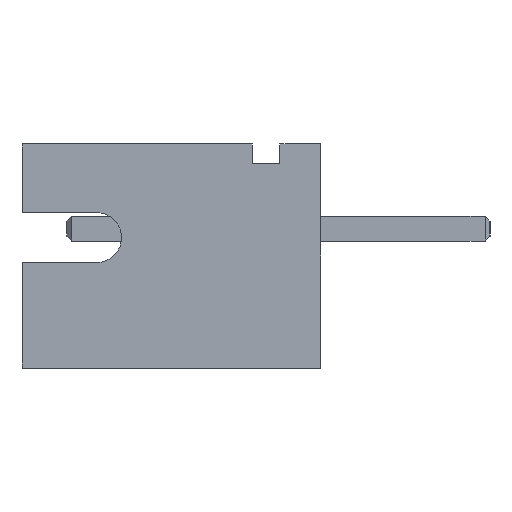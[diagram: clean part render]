
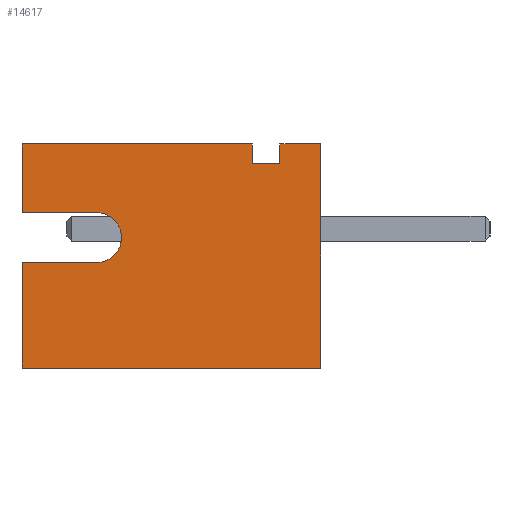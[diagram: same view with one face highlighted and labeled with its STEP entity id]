
A CAD part, left-side view. The second image highlights one B-rep face of the part: STEP entity #14617.
In plain terms, the highlighted planar face has unit normal (-1, 0, 0).
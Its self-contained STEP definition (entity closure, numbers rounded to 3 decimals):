
#38 = DIRECTION ( 'NONE',  ( -1., 0., 0. ) ) ;
#193 = DIRECTION ( 'NONE',  ( 0., -1., 0. ) ) ;
#336 = VERTEX_POINT ( 'NONE', #3200 ) ;
#446 = CARTESIAN_POINT ( 'NONE',  ( -1.95, 6., -0.68 ) ) ;
#553 = ORIENTED_EDGE ( 'NONE', *, *, #14296, .F. ) ;
#571 = CARTESIAN_POINT ( 'NONE',  ( -1.95, 6., 1.7 ) ) ;
#646 = AXIS2_PLACEMENT_3D ( 'NONE', #2594, #38, #11180 ) ;
#674 = VECTOR ( 'NONE', #15757, 1000. ) ;
#693 = DIRECTION ( 'NONE',  ( 1., 0., 0. ) ) ;
#1174 = VECTOR ( 'NONE', #11713, 1000. ) ;
#1329 = LINE ( 'NONE', #3710, #4378 ) ;
#1589 = LINE ( 'NONE', #6649, #10799 ) ;
#1727 = DIRECTION ( 'NONE',  ( 0., -1., 0. ) ) ;
#1988 = DIRECTION ( 'NONE',  ( 0., 0., -1. ) ) ;
#1990 = EDGE_CURVE ( 'NONE', #14159, #7426, #4309, .T. ) ;
#2594 = CARTESIAN_POINT ( 'NONE',  ( -1.95, 4.5, -0.18 ) ) ;
#2662 = LINE ( 'NONE', #15146, #4598 ) ;
#2706 = VECTOR ( 'NONE', #193, 1000. ) ;
#2715 = EDGE_CURVE ( 'NONE', #10056, #8134, #11174, .T. ) ;
#2718 = VECTOR ( 'NONE', #5306, 1000. ) ;
#2897 = EDGE_CURVE ( 'NONE', #7304, #15163, #1589, .T. ) ;
#3072 = FACE_OUTER_BOUND ( 'NONE', #8261, .T. ) ;
#3200 = CARTESIAN_POINT ( 'NONE',  ( -1.95, 0., -2.8 ) ) ;
#3287 = ORIENTED_EDGE ( 'NONE', *, *, #15300, .F. ) ;
#3710 = CARTESIAN_POINT ( 'NONE',  ( -1.95, 6., -2.8 ) ) ;
#3716 = DIRECTION ( 'NONE',  ( 0., -1., 0. ) ) ;
#4119 = VERTEX_POINT ( 'NONE', #4544 ) ;
#4176 = LINE ( 'NONE', #7924, #2718 ) ;
#4309 = LINE ( 'NONE', #9039, #15433 ) ;
#4378 = VECTOR ( 'NONE', #13681, 1000. ) ;
#4544 = CARTESIAN_POINT ( 'NONE',  ( -1.95, 6., 0.32 ) ) ;
#4598 = VECTOR ( 'NONE', #3716, 1000. ) ;
#5306 = DIRECTION ( 'NONE',  ( 0., 0., 1. ) ) ;
#5567 = VERTEX_POINT ( 'NONE', #10628 ) ;
#5686 = CARTESIAN_POINT ( 'NONE',  ( -1.95, 4.5, -0.68 ) ) ;
#5770 = LINE ( 'NONE', #9533, #12815 ) ;
#5806 = LINE ( 'NONE', #10808, #674 ) ;
#6360 = VERTEX_POINT ( 'NONE', #8416 ) ;
#6649 = CARTESIAN_POINT ( 'NONE',  ( -1.95, 1.38, 1.3 ) ) ;
#6835 = CARTESIAN_POINT ( 'NONE',  ( -1.95, 6., 0.32 ) ) ;
#6895 = EDGE_CURVE ( 'NONE', #5567, #4119, #14199, .T. ) ;
#7118 = ORIENTED_EDGE ( 'NONE', *, *, #2715, .F. ) ;
#7246 = VECTOR ( 'NONE', #14284, 1000. ) ;
#7268 = ORIENTED_EDGE ( 'NONE', *, *, #9583, .F. ) ;
#7293 = CARTESIAN_POINT ( 'NONE',  ( -1.95, 1.38, 1.7 ) ) ;
#7304 = VERTEX_POINT ( 'NONE', #14245 ) ;
#7426 = VERTEX_POINT ( 'NONE', #13266 ) ;
#7616 = CARTESIAN_POINT ( 'NONE',  ( -1.95, 6., -2.8 ) ) ;
#7854 = VERTEX_POINT ( 'NONE', #7616 ) ;
#7924 = CARTESIAN_POINT ( 'NONE',  ( -1.95, 0., 1.7 ) ) ;
#8134 = VERTEX_POINT ( 'NONE', #5686 ) ;
#8261 = EDGE_LOOP ( 'NONE', ( #553, #7118, #9414, #13265, #14468, #7268, #11922, #15735, #8644, #3287, #9913, #15651 ) ) ;
#8416 = CARTESIAN_POINT ( 'NONE',  ( -1.95, 0., 1.7 ) ) ;
#8448 = DIRECTION ( 'NONE',  ( 0., 0., 1. ) ) ;
#8450 = CIRCLE ( 'NONE', #646, 0.5 ) ;
#8644 = ORIENTED_EDGE ( 'NONE', *, *, #2897, .T. ) ;
#8702 = VERTEX_POINT ( 'NONE', #13097 ) ;
#8778 = CARTESIAN_POINT ( 'NONE',  ( -1.95, 6., -0.68 ) ) ;
#9039 = CARTESIAN_POINT ( 'NONE',  ( -1.95, 0.82, 1.3 ) ) ;
#9411 = EDGE_CURVE ( 'NONE', #7304, #14159, #5770, .T. ) ;
#9414 = ORIENTED_EDGE ( 'NONE', *, *, #13790, .F. ) ;
#9533 = CARTESIAN_POINT ( 'NONE',  ( -1.95, 1.38, 1.3 ) ) ;
#9583 = EDGE_CURVE ( 'NONE', #7426, #6360, #14223, .T. ) ;
#9913 = ORIENTED_EDGE ( 'NONE', *, *, #12904, .F. ) ;
#10056 = VERTEX_POINT ( 'NONE', #446 ) ;
#10628 = CARTESIAN_POINT ( 'NONE',  ( -1.95, 4.5, 0.32 ) ) ;
#10689 = DIRECTION ( 'NONE',  ( 0., -1., 0. ) ) ;
#10799 = VECTOR ( 'NONE', #14542, 1000. ) ;
#10808 = CARTESIAN_POINT ( 'NONE',  ( -1.95, 6., 1.7 ) ) ;
#11174 = LINE ( 'NONE', #8778, #2706 ) ;
#11180 = DIRECTION ( 'NONE',  ( 0., 0., 1. ) ) ;
#11713 = DIRECTION ( 'NONE',  ( 0., 0., 1. ) ) ;
#11826 = AXIS2_PLACEMENT_3D ( 'NONE', #11897, #693, #1988 ) ;
#11897 = CARTESIAN_POINT ( 'NONE',  ( -1.95, 6., 1.7 ) ) ;
#11922 = ORIENTED_EDGE ( 'NONE', *, *, #1990, .F. ) ;
#12815 = VECTOR ( 'NONE', #10689, 1000. ) ;
#12904 = EDGE_CURVE ( 'NONE', #4119, #8702, #5806, .T. ) ;
#13049 = PLANE ( 'NONE',  #11826 ) ;
#13097 = CARTESIAN_POINT ( 'NONE',  ( -1.95, 6., 1.7 ) ) ;
#13168 = LINE ( 'NONE', #14307, #1174 ) ;
#13265 = ORIENTED_EDGE ( 'NONE', *, *, #13394, .T. ) ;
#13266 = CARTESIAN_POINT ( 'NONE',  ( -1.95, 0.82, 1.7 ) ) ;
#13394 = EDGE_CURVE ( 'NONE', #7854, #336, #1329, .T. ) ;
#13681 = DIRECTION ( 'NONE',  ( 0., -1., 0. ) ) ;
#13790 = EDGE_CURVE ( 'NONE', #7854, #10056, #13168, .T. ) ;
#14159 = VERTEX_POINT ( 'NONE', #15327 ) ;
#14199 = LINE ( 'NONE', #6835, #7246 ) ;
#14223 = LINE ( 'NONE', #571, #15437 ) ;
#14245 = CARTESIAN_POINT ( 'NONE',  ( -1.95, 1.38, 1.3 ) ) ;
#14284 = DIRECTION ( 'NONE',  ( 0., 1., 0. ) ) ;
#14296 = EDGE_CURVE ( 'NONE', #8134, #5567, #8450, .T. ) ;
#14307 = CARTESIAN_POINT ( 'NONE',  ( -1.95, 6., 1.7 ) ) ;
#14468 = ORIENTED_EDGE ( 'NONE', *, *, #15113, .T. ) ;
#14542 = DIRECTION ( 'NONE',  ( 0., 0., 1. ) ) ;
#14617 = ADVANCED_FACE ( 'NONE', ( #3072 ), #13049, .F. ) ;
#15113 = EDGE_CURVE ( 'NONE', #336, #6360, #4176, .T. ) ;
#15146 = CARTESIAN_POINT ( 'NONE',  ( -1.95, 6., 1.7 ) ) ;
#15163 = VERTEX_POINT ( 'NONE', #7293 ) ;
#15300 = EDGE_CURVE ( 'NONE', #8702, #15163, #2662, .T. ) ;
#15327 = CARTESIAN_POINT ( 'NONE',  ( -1.95, 0.82, 1.3 ) ) ;
#15433 = VECTOR ( 'NONE', #8448, 1000. ) ;
#15437 = VECTOR ( 'NONE', #1727, 1000. ) ;
#15651 = ORIENTED_EDGE ( 'NONE', *, *, #6895, .F. ) ;
#15735 = ORIENTED_EDGE ( 'NONE', *, *, #9411, .F. ) ;
#15757 = DIRECTION ( 'NONE',  ( 0., 0., 1. ) ) ;
